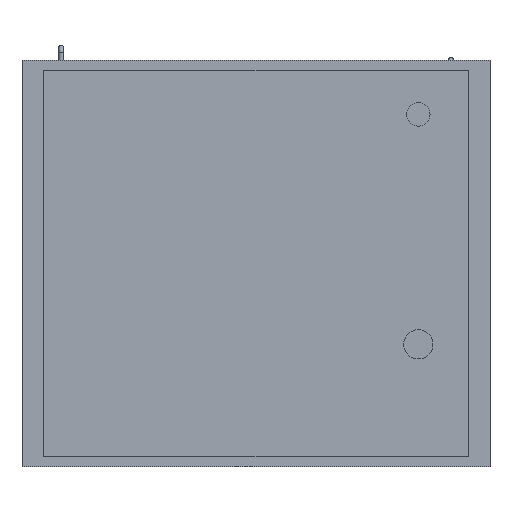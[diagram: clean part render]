
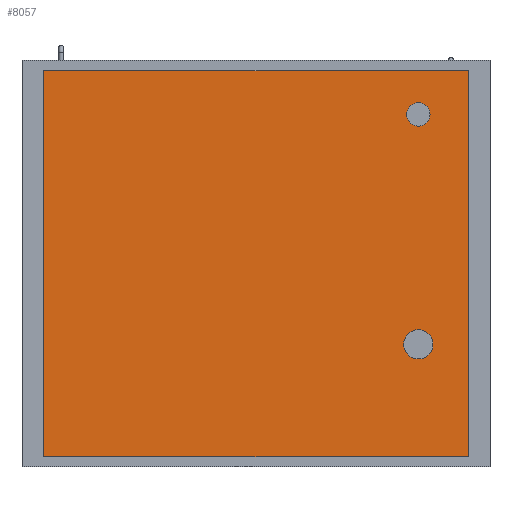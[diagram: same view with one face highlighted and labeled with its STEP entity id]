
A CAD part, front view. The second image highlights one B-rep face of the part: STEP entity #8057.
In plain terms, the highlighted planar face has unit normal (0, -1, 0).
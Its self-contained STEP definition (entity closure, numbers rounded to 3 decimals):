
#63=FACE_BOUND('',#829,.T.);
#64=FACE_BOUND('',#830,.T.);
#81=CIRCLE('',#8596,20.);
#83=CIRCLE('',#8600,25.);
#343=FACE_OUTER_BOUND('',#828,.T.);
#828=EDGE_LOOP('',(#5373,#5374,#5375,#5376));
#829=EDGE_LOOP('',(#5377));
#830=EDGE_LOOP('',(#5378));
#1337=LINE('',#11549,#2363);
#1340=LINE('',#11555,#2366);
#1343=LINE('',#11561,#2369);
#1346=LINE('',#11565,#2372);
#2363=VECTOR('',#9278,10.);
#2366=VECTOR('',#9283,10.);
#2369=VECTOR('',#9288,10.);
#2372=VECTOR('',#9293,10.);
#3370=VERTEX_POINT('',#11506);
#3372=VERTEX_POINT('',#11513);
#3383=VERTEX_POINT('',#11546);
#3384=VERTEX_POINT('',#11548);
#3386=VERTEX_POINT('',#11554);
#3388=VERTEX_POINT('',#11560);
#4147=EDGE_CURVE('',#3370,#3370,#81,.T.);
#4150=EDGE_CURVE('',#3372,#3372,#83,.T.);
#4165=EDGE_CURVE('',#3384,#3383,#1337,.T.);
#4168=EDGE_CURVE('',#3386,#3384,#1340,.T.);
#4171=EDGE_CURVE('',#3388,#3386,#1343,.T.);
#4174=EDGE_CURVE('',#3383,#3388,#1346,.T.);
#5373=ORIENTED_EDGE('',*,*,#4174,.T.);
#5374=ORIENTED_EDGE('',*,*,#4171,.T.);
#5375=ORIENTED_EDGE('',*,*,#4168,.T.);
#5376=ORIENTED_EDGE('',*,*,#4165,.T.);
#5377=ORIENTED_EDGE('',*,*,#4147,.T.);
#5378=ORIENTED_EDGE('',*,*,#4150,.T.);
#7637=PLANE('',#8612);
#8057=ADVANCED_FACE('',(#343,#63,#64),#7637,.T.);
#8596=AXIS2_PLACEMENT_3D('',#11508,#9239,#9240);
#8600=AXIS2_PLACEMENT_3D('',#11515,#9248,#9249);
#8612=AXIS2_PLACEMENT_3D('',#11567,#9296,#9297);
#9239=DIRECTION('center_axis',(0.,1.,0.));
#9240=DIRECTION('ref_axis',(1.,0.,0.));
#9248=DIRECTION('center_axis',(0.,1.,0.));
#9249=DIRECTION('ref_axis',(1.,0.,0.));
#9278=DIRECTION('',(0.,0.,1.));
#9283=DIRECTION('',(1.,0.,0.));
#9288=DIRECTION('',(0.,0.,-1.));
#9293=DIRECTION('',(-1.,0.,0.));
#9296=DIRECTION('center_axis',(0.,-1.,0.));
#9297=DIRECTION('ref_axis',(0.,0.,-1.));
#11506=CARTESIAN_POINT('',(257.5,-370.,255.));
#11508=CARTESIAN_POINT('Origin',(277.5,-370.,255.));
#11513=CARTESIAN_POINT('',(252.5,-370.,-138.));
#11515=CARTESIAN_POINT('Origin',(277.5,-370.,-138.));
#11546=CARTESIAN_POINT('',(362.5,-370.,330.));
#11548=CARTESIAN_POINT('',(362.5,-370.,-330.));
#11549=CARTESIAN_POINT('',(362.5,-370.,330.));
#11554=CARTESIAN_POINT('',(-362.5,-370.,-330.));
#11555=CARTESIAN_POINT('',(362.5,-370.,-330.));
#11560=CARTESIAN_POINT('',(-362.5,-370.,330.));
#11561=CARTESIAN_POINT('',(-362.5,-370.,-330.));
#11565=CARTESIAN_POINT('',(-362.5,-370.,330.));
#11567=CARTESIAN_POINT('Origin',(0.,-370.,0.));
